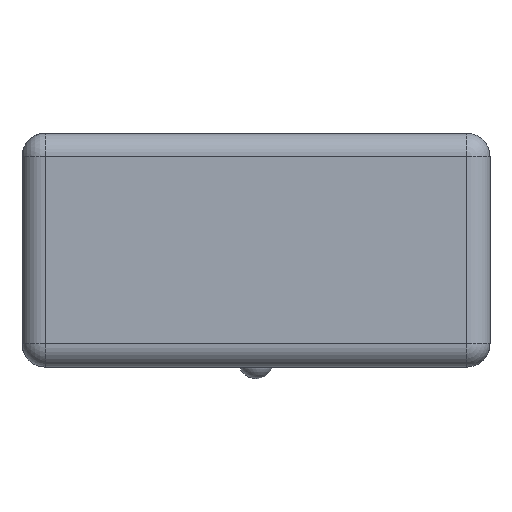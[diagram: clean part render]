
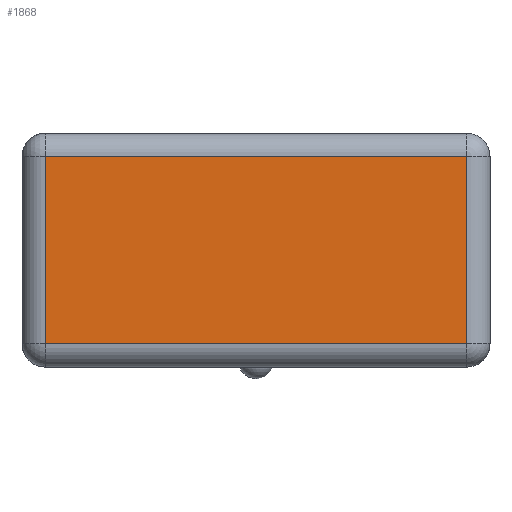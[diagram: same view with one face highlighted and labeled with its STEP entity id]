
A CAD part, front view. The second image highlights one B-rep face of the part: STEP entity #1868.
In plain terms, the highlighted planar face has unit normal (0, -1, 0).
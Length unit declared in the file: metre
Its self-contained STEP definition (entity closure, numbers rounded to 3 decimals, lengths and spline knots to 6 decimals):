
#160=LINE('',#3035,#350);
#161=LINE('',#3038,#351);
#162=LINE('',#3040,#352);
#163=LINE('',#3042,#353);
#350=VECTOR('',#2399,1.);
#351=VECTOR('',#2400,1.);
#352=VECTOR('',#2401,1.);
#353=VECTOR('',#2402,1.);
#573=ORIENTED_EDGE('',*,*,#1084,.T.);
#574=ORIENTED_EDGE('',*,*,#1085,.T.);
#575=ORIENTED_EDGE('',*,*,#1086,.T.);
#576=ORIENTED_EDGE('',*,*,#1087,.T.);
#1084=EDGE_CURVE('',#1332,#1333,#160,.T.);
#1085=EDGE_CURVE('',#1333,#1334,#161,.F.);
#1086=EDGE_CURVE('',#1334,#1335,#162,.F.);
#1087=EDGE_CURVE('',#1335,#1332,#163,.T.);
#1332=VERTEX_POINT('',#3036);
#1333=VERTEX_POINT('',#3037);
#1334=VERTEX_POINT('',#3039);
#1335=VERTEX_POINT('',#3041);
#1515=EDGE_LOOP('',(#573,#574,#575,#576));
#1657=FACE_BOUND('',#1515,.T.);
#1792=PLANE('',#2085);
#1868=ADVANCED_FACE('',(#1657),#1792,.F.);
#2085=AXIS2_PLACEMENT_3D('',#3034,#2397,#2398);
#2397=DIRECTION('',(0.,1.,0.));
#2398=DIRECTION('',(1.,0.,0.));
#2399=DIRECTION('',(-1.,0.,0.));
#2400=DIRECTION('',(0.,0.,1.));
#2401=DIRECTION('',(-1.,0.,0.));
#2402=DIRECTION('',(0.,0.,1.));
#3034=CARTESIAN_POINT('',(-0.01,0.,-0.01));
#3035=CARTESIAN_POINT('',(-0.02,0.,0.008));
#3036=CARTESIAN_POINT('',(0.018,0.,0.008));
#3037=CARTESIAN_POINT('',(-0.018,0.,0.008));
#3038=CARTESIAN_POINT('',(-0.018,0.,-0.01));
#3039=CARTESIAN_POINT('',(-0.018,0.,-0.008));
#3040=CARTESIAN_POINT('',(-0.01,0.,-0.008));
#3041=CARTESIAN_POINT('',(0.018,0.,-0.008));
#3042=CARTESIAN_POINT('',(0.018,0.,-0.01));
